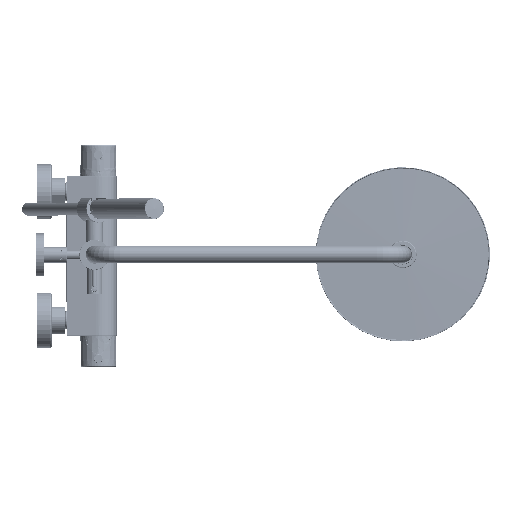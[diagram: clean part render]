
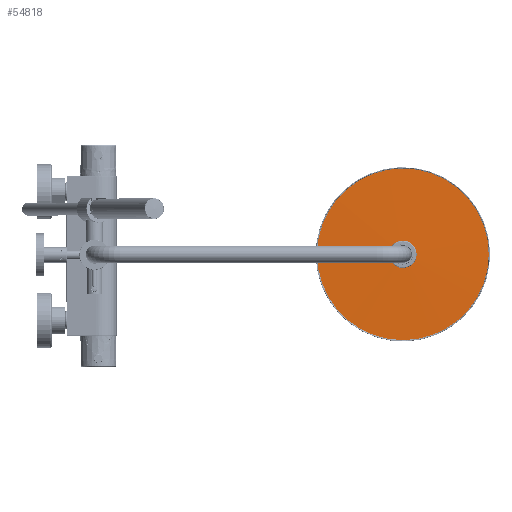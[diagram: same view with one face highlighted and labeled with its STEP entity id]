
A CAD part, top view. The second image highlights one B-rep face of the part: STEP entity #54818.
In plain terms, the highlighted spherical face has radius 3234.33 mm.
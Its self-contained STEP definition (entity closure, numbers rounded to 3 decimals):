
#221=SPHERICAL_SURFACE('',#70751,3234.333);
#13205=ORIENTED_EDGE('',*,*,#25202,.T.);
#13206=ORIENTED_EDGE('',*,*,#25203,.T.);
#25202=EDGE_CURVE('',#32115,#32115,#37300,.T.);
#25203=EDGE_CURVE('',#32116,#32116,#37301,.T.);
#32115=VERTEX_POINT('',#98233);
#32116=VERTEX_POINT('',#98235);
#37300=CIRCLE('',#70752,14.151);
#37301=CIRCLE('',#70753,100.166);
#42589=EDGE_LOOP('',(#13205));
#42590=EDGE_LOOP('',(#13206));
#49137=FACE_BOUND('',#42589,.T.);
#49138=FACE_BOUND('',#42590,.T.);
#54818=ADVANCED_FACE('',(#49137,#49138),#221,.T.);
#70751=AXIS2_PLACEMENT_3D('',#98231,#81796,#81797);
#70752=AXIS2_PLACEMENT_3D('',#98232,#81798,#81799);
#70753=AXIS2_PLACEMENT_3D('',#98234,#81800,#81801);
#81796=DIRECTION('',(0.,1.,0.));
#81797=DIRECTION('',(0.,0.,-1.));
#81798=DIRECTION('',(0.,0.,-1.));
#81799=DIRECTION('',(-1.,0.,0.));
#81800=DIRECTION('',(0.,0.,1.));
#81801=DIRECTION('',(1.,0.,0.));
#98231=CARTESIAN_POINT('',(0.,0.,
-3233.333));
#98232=CARTESIAN_POINT('',(0.,0.,0.969));
#98233=CARTESIAN_POINT('',(-14.151,0.,0.969));
#98234=CARTESIAN_POINT('',(0.,0.,-0.551));
#98235=CARTESIAN_POINT('',(100.166,0.,-0.551));
